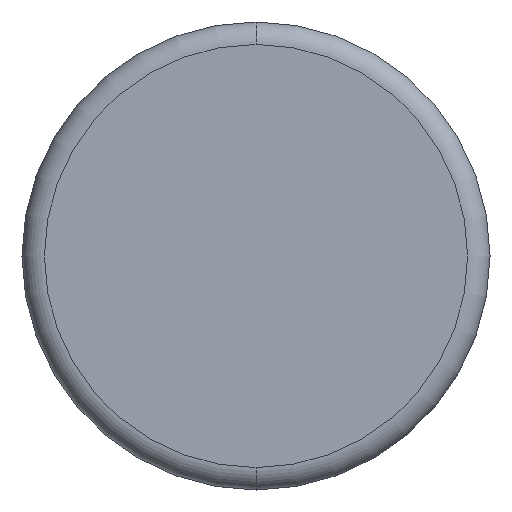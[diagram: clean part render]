
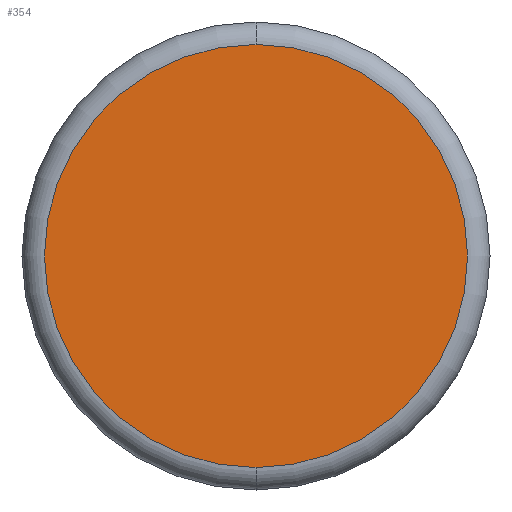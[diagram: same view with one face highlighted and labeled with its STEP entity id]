
A CAD part, front view. The second image highlights one B-rep face of the part: STEP entity #354.
In plain terms, the highlighted planar face has unit normal (0, -1, 0).
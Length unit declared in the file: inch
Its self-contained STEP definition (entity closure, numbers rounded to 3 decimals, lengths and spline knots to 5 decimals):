
#2 = DIRECTION ( 'NONE',  ( 0., -1., 0. ) ) ;
#19 = AXIS2_PLACEMENT_3D ( 'NONE', #83, #2, #374 ) ;
#65 = FACE_OUTER_BOUND ( 'NONE', #146, .T. ) ;
#72 = PLANE ( 'NONE',  #360 ) ;
#76 = DIRECTION ( 'NONE',  ( 0., 0., -1. ) ) ;
#83 = CARTESIAN_POINT ( 'NONE',  ( 0., 0., 0. ) ) ;
#117 = EDGE_CURVE ( 'NONE', #140, #294, #351, .T. ) ;
#135 = DIRECTION ( 'NONE',  ( 0., -1., 0. ) ) ;
#140 = VERTEX_POINT ( 'NONE', #254 ) ;
#146 = EDGE_LOOP ( 'NONE', ( #171, #327 ) ) ;
#171 = ORIENTED_EDGE ( 'NONE', *, *, #117, .T. ) ;
#184 = EDGE_CURVE ( 'NONE', #294, #140, #210, .T. ) ;
#185 = CARTESIAN_POINT ( 'NONE',  ( 0., 0., 0.2825 ) ) ;
#210 = CIRCLE ( 'NONE', #19, 0.2825 ) ;
#253 = DIRECTION ( 'NONE',  ( 0., 0., -1. ) ) ;
#254 = CARTESIAN_POINT ( 'NONE',  ( 0., 0., -0.2825 ) ) ;
#274 = AXIS2_PLACEMENT_3D ( 'NONE', #371, #392, #253 ) ;
#294 = VERTEX_POINT ( 'NONE', #185 ) ;
#327 = ORIENTED_EDGE ( 'NONE', *, *, #184, .T. ) ;
#351 = CIRCLE ( 'NONE', #274, 0.2825 ) ;
#354 = ADVANCED_FACE ( 'NONE', ( #65 ), #72, .T. ) ;
#360 = AXIS2_PLACEMENT_3D ( 'NONE', #372, #135, #76 ) ;
#371 = CARTESIAN_POINT ( 'NONE',  ( 0., 0., 0. ) ) ;
#372 = CARTESIAN_POINT ( 'NONE',  ( 0., 0., 0. ) ) ;
#374 = DIRECTION ( 'NONE',  ( 0., 0., -1. ) ) ;
#392 = DIRECTION ( 'NONE',  ( 0., -1., 0. ) ) ;
